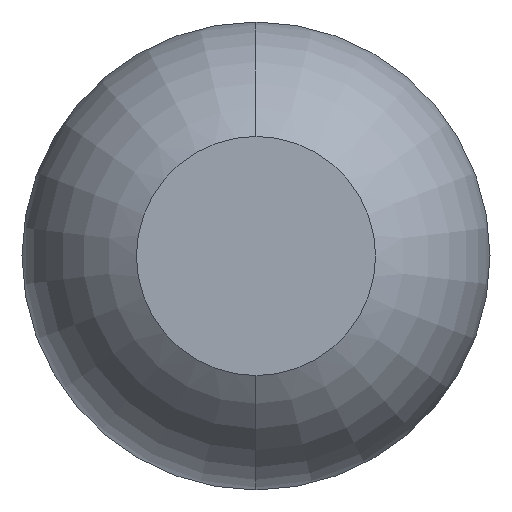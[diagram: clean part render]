
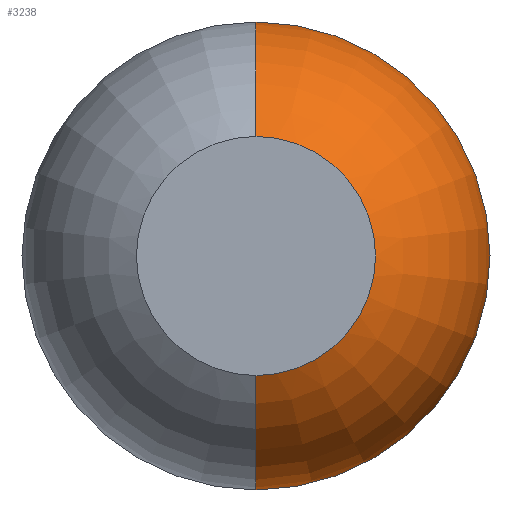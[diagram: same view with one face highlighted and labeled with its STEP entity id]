
A CAD part, front view. The second image highlights one B-rep face of the part: STEP entity #3238.
In plain terms, the highlighted toroidal (fillet/blend) face has major radius 0.035 mm and minor radius 0.65 mm.
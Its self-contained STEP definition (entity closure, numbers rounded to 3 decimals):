
#44 = AXIS2_PLACEMENT_3D ( 'NONE', #2842, #2263, #2567 ) ;
#124 = AXIS2_PLACEMENT_3D ( 'NONE', #682, #3953, #2569 ) ;
#325 = ORIENTED_EDGE ( 'NONE', *, *, #3794, .F. ) ;
#393 = ORIENTED_EDGE ( 'NONE', *, *, #2378, .T. ) ;
#403 = CARTESIAN_POINT ( 'NONE',  ( 0., -25., 0. ) ) ;
#546 = CARTESIAN_POINT ( 'NONE',  ( 0., -25., -0.35 ) ) ;
#550 = VERTEX_POINT ( 'NONE', #749 ) ;
#682 = CARTESIAN_POINT ( 'NONE',  ( 0., -24.431, 0. ) ) ;
#749 = CARTESIAN_POINT ( 'NONE',  ( 0., -24.431, -0.685 ) ) ;
#902 = TOROIDAL_SURFACE ( 'NONE', #124, 0.035, 0.65 ) ;
#929 = DIRECTION ( 'NONE',  ( -1., 0., 0. ) ) ;
#957 = EDGE_CURVE ( 'NONE', #550, #3472, #2778, .T. ) ;
#1073 = AXIS2_PLACEMENT_3D ( 'NONE', #2545, #929, #1886 ) ;
#1336 = ORIENTED_EDGE ( 'NONE', *, *, #1992, .T. ) ;
#1623 = VERTEX_POINT ( 'NONE', #3521 ) ;
#1694 = DIRECTION ( 'NONE',  ( 0., 0., -1. ) ) ;
#1886 = DIRECTION ( 'NONE',  ( 0., 0., 1. ) ) ;
#1905 = EDGE_LOOP ( 'NONE', ( #1336, #393, #325, #3908 ) ) ;
#1992 = EDGE_CURVE ( 'Defeature ausgef�hrt1_4+Defeature ausgef�hrt1_5+Defeature ausgef�hrt1_5+Defeature ausgef�hrt1_5', #550, #2826, #2514, .T. ) ;
#2076 = AXIS2_PLACEMENT_3D ( 'NONE', #403, #3314, #1694 ) ;
#2263 = DIRECTION ( 'NONE',  ( 1., 0., 0. ) ) ;
#2378 = EDGE_CURVE ( 'NONE', #2826, #1623, #3805, .T. ) ;
#2432 = CARTESIAN_POINT ( 'NONE',  ( 0., -24.431, 0.685 ) ) ;
#2514 = CIRCLE ( 'NONE', #2715, 0.685 ) ;
#2545 = CARTESIAN_POINT ( 'NONE',  ( 0., -24.431, -0.035 ) ) ;
#2554 = FACE_OUTER_BOUND ( 'NONE', #1905, .T. ) ;
#2567 = DIRECTION ( 'NONE',  ( 0., 0., -1. ) ) ;
#2569 = DIRECTION ( 'NONE',  ( 0., 0., -1. ) ) ;
#2617 = DIRECTION ( 'NONE',  ( 0., -1., 0. ) ) ;
#2642 = CIRCLE ( 'NONE', #2076, 0.35 ) ;
#2715 = AXIS2_PLACEMENT_3D ( 'NONE', #3169, #2617, #3597 ) ;
#2778 = CIRCLE ( 'NONE', #1073, 0.65 ) ;
#2826 = VERTEX_POINT ( 'NONE', #2432 ) ;
#2842 = CARTESIAN_POINT ( 'NONE',  ( 0., -24.431, 0.035 ) ) ;
#3169 = CARTESIAN_POINT ( 'NONE',  ( 0., -24.431, 0. ) ) ;
#3238 = ADVANCED_FACE ( 'Defeature ausgef�hrt1_4', ( #2554 ), #902, .T. ) ;
#3314 = DIRECTION ( 'NONE',  ( 0., -1., 0. ) ) ;
#3472 = VERTEX_POINT ( 'NONE', #546 ) ;
#3521 = CARTESIAN_POINT ( 'NONE',  ( 0., -25., 0.35 ) ) ;
#3597 = DIRECTION ( 'NONE',  ( 0., 0., -1. ) ) ;
#3794 = EDGE_CURVE ( 'Defeature ausgef�hrt1_10+Defeature ausgef�hrt1_4+Defeature ausgef�hrt1_4+Defeature ausgef�hrt1_4', #3472, #1623, #2642, .T. ) ;
#3805 = CIRCLE ( 'NONE', #44, 0.65 ) ;
#3908 = ORIENTED_EDGE ( 'NONE', *, *, #957, .F. ) ;
#3953 = DIRECTION ( 'NONE',  ( 0., -1., 0. ) ) ;
